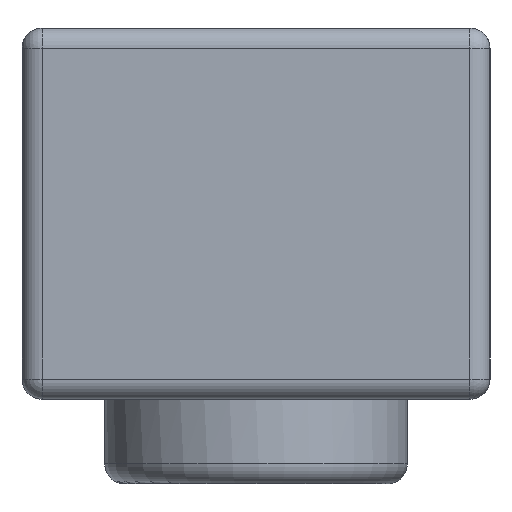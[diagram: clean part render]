
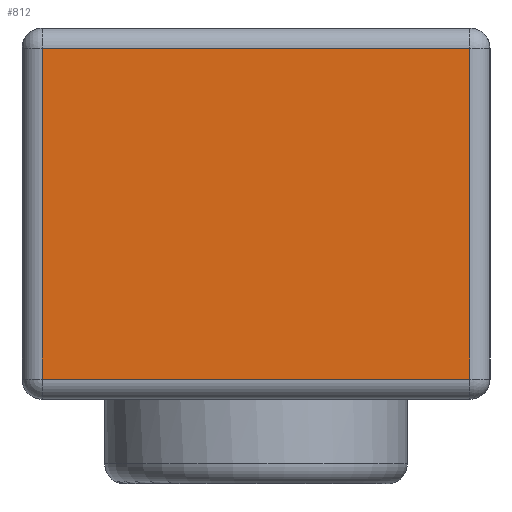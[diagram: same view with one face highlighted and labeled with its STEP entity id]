
A CAD part, left-side view. The second image highlights one B-rep face of the part: STEP entity #812.
In plain terms, the highlighted planar face has unit normal (-1, 0, 0).
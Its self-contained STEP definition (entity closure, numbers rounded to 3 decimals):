
#56=DIRECTION('',(0.,0.,-1.));
#57=VECTOR('',#56,8.2);
#58=CARTESIAN_POINT('',(-42.6,5.3,-0.5));
#59=LINE('',#58,#57);
#146=DIRECTION('',(0.,-1.,0.));
#147=VECTOR('',#146,10.6);
#148=CARTESIAN_POINT('',(-42.6,5.3,-8.7));
#149=LINE('',#148,#147);
#223=DIRECTION('',(0.,0.,1.));
#224=VECTOR('',#223,8.2);
#225=CARTESIAN_POINT('',(-42.6,-5.3,-8.7));
#226=LINE('',#225,#224);
#261=DIRECTION('',(0.,1.,0.));
#262=VECTOR('',#261,10.6);
#263=CARTESIAN_POINT('',(-42.6,-5.3,-0.5));
#264=LINE('',#263,#262);
#701=CARTESIAN_POINT('',(-42.6,5.3,-0.5));
#702=CARTESIAN_POINT('',(-42.6,5.3,-8.7));
#703=VERTEX_POINT('',#701);
#704=VERTEX_POINT('',#702);
#705=CARTESIAN_POINT('',(-42.6,-5.3,-0.5));
#706=VERTEX_POINT('',#705);
#707=CARTESIAN_POINT('',(-42.6,-5.3,-8.7));
#708=VERTEX_POINT('',#707);
#797=CARTESIAN_POINT('',(-42.6,0.,0.));
#798=DIRECTION('',(1.,0.,0.));
#799=DIRECTION('',(0.,-1.,0.));
#800=AXIS2_PLACEMENT_3D('',#797,#798,#799);
#801=PLANE('',#800);
#803=ORIENTED_EDGE('',*,*,#802,.F.);
#805=ORIENTED_EDGE('',*,*,#804,.F.);
#807=ORIENTED_EDGE('',*,*,#806,.F.);
#809=ORIENTED_EDGE('',*,*,#808,.F.);
#810=EDGE_LOOP('',(#803,#805,#807,#809));
#811=FACE_OUTER_BOUND('',#810,.F.);
#812=ADVANCED_FACE('',(#811),#801,.F.);
#802=EDGE_CURVE('',#703,#704,#59,.T.);
#804=EDGE_CURVE('',#706,#703,#264,.T.);
#806=EDGE_CURVE('',#708,#706,#226,.T.);
#808=EDGE_CURVE('',#704,#708,#149,.T.);
